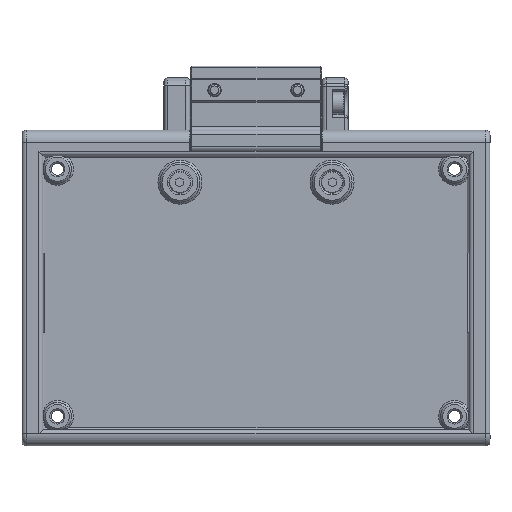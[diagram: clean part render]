
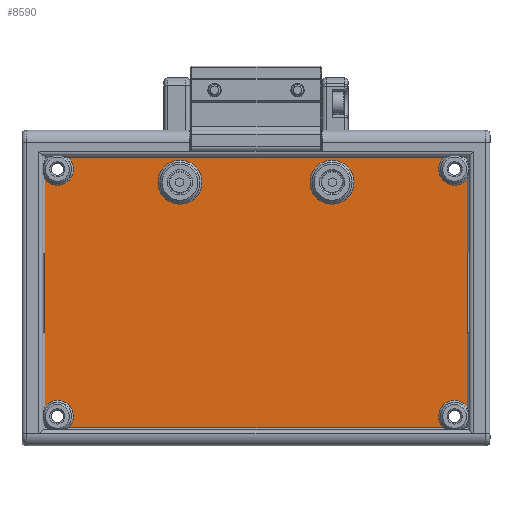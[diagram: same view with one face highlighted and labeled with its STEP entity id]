
A CAD part, front view. The second image highlights one B-rep face of the part: STEP entity #8590.
In plain terms, the highlighted planar face has unit normal (0, -1, 0).
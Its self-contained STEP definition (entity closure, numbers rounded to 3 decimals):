
#305=FACE_BOUND('',#1443,.T.);
#306=FACE_BOUND('',#1444,.T.);
#687=PLANE('',#9275);
#895=FACE_OUTER_BOUND('',#1442,.T.);
#1442=EDGE_LOOP('',(#5889,#5890,#5891,#5892,#5893,#5894,#5895,#5896,#5897,
#5898,#5899,#5900));
#1443=EDGE_LOOP('',(#5901));
#1444=EDGE_LOOP('',(#5902));
#2059=LINE('',#13033,#2683);
#2071=LINE('',#13064,#2695);
#2073=LINE('',#13076,#2697);
#2077=LINE('',#13086,#2701);
#2078=LINE('',#13090,#2702);
#2079=LINE('',#13091,#2703);
#2080=LINE('',#13095,#2704);
#2081=LINE('',#13097,#2705);
#2683=VECTOR('',#10353,10.);
#2695=VECTOR('',#10375,10.);
#2697=VECTOR('',#10379,10.);
#2701=VECTOR('',#10387,10.);
#2702=VECTOR('',#10390,10.);
#2703=VECTOR('',#10391,10.);
#2704=VECTOR('',#10394,10.);
#2705=VECTOR('',#10397,10.);
#3282=CIRCLE('',#9276,4.);
#3283=CIRCLE('',#9277,4.);
#3284=CIRCLE('',#9278,4.);
#3285=CIRCLE('',#9279,4.);
#3286=CIRCLE('',#9280,5.5);
#3287=CIRCLE('',#9281,5.5);
#3666=VERTEX_POINT('',#12947);
#3684=VERTEX_POINT('',#12994);
#3696=VERTEX_POINT('',#13028);
#3706=VERTEX_POINT('',#13061);
#3707=VERTEX_POINT('',#13063);
#3709=VERTEX_POINT('',#13071);
#3713=VERTEX_POINT('',#13083);
#3714=VERTEX_POINT('',#13085);
#3715=VERTEX_POINT('',#13087);
#3716=VERTEX_POINT('',#13089);
#3717=VERTEX_POINT('',#13092);
#3718=VERTEX_POINT('',#13094);
#3719=VERTEX_POINT('',#13098);
#3720=VERTEX_POINT('',#13100);
#4515=EDGE_CURVE('',#3696,#3666,#2059,.T.);
#4529=EDGE_CURVE('',#3706,#3707,#2071,.T.);
#4533=EDGE_CURVE('',#3709,#3684,#2073,.T.);
#4537=EDGE_CURVE('',#3713,#3696,#3282,.T.);
#4538=EDGE_CURVE('',#3714,#3713,#2077,.T.);
#4539=EDGE_CURVE('',#3715,#3714,#3283,.T.);
#4540=EDGE_CURVE('',#3716,#3715,#2078,.T.);
#4541=EDGE_CURVE('',#3684,#3716,#2079,.T.);
#4542=EDGE_CURVE('',#3717,#3709,#3284,.T.);
#4543=EDGE_CURVE('',#3718,#3717,#2080,.T.);
#4544=EDGE_CURVE('',#3707,#3718,#3285,.T.);
#4545=EDGE_CURVE('',#3666,#3706,#2081,.T.);
#4546=EDGE_CURVE('',#3719,#3719,#3286,.T.);
#4547=EDGE_CURVE('',#3720,#3720,#3287,.T.);
#5889=ORIENTED_EDGE('',*,*,#4515,.F.);
#5890=ORIENTED_EDGE('',*,*,#4537,.F.);
#5891=ORIENTED_EDGE('',*,*,#4538,.F.);
#5892=ORIENTED_EDGE('',*,*,#4539,.F.);
#5893=ORIENTED_EDGE('',*,*,#4540,.F.);
#5894=ORIENTED_EDGE('',*,*,#4541,.F.);
#5895=ORIENTED_EDGE('',*,*,#4533,.F.);
#5896=ORIENTED_EDGE('',*,*,#4542,.F.);
#5897=ORIENTED_EDGE('',*,*,#4543,.F.);
#5898=ORIENTED_EDGE('',*,*,#4544,.F.);
#5899=ORIENTED_EDGE('',*,*,#4529,.F.);
#5900=ORIENTED_EDGE('',*,*,#4545,.F.);
#5901=ORIENTED_EDGE('',*,*,#4546,.F.);
#5902=ORIENTED_EDGE('',*,*,#4547,.F.);
#8590=ADVANCED_FACE('',(#895,#305,#306),#687,.T.);
#9275=AXIS2_PLACEMENT_3D('',#13082,#10383,#10384);
#9276=AXIS2_PLACEMENT_3D('',#13084,#10385,#10386);
#9277=AXIS2_PLACEMENT_3D('',#13088,#10388,#10389);
#9278=AXIS2_PLACEMENT_3D('',#13093,#10392,#10393);
#9279=AXIS2_PLACEMENT_3D('',#13096,#10395,#10396);
#9280=AXIS2_PLACEMENT_3D('',#13099,#10398,#10399);
#9281=AXIS2_PLACEMENT_3D('',#13101,#10400,#10401);
#10353=DIRECTION('',(0.,0.,-1.));
#10375=DIRECTION('',(0.,0.,-1.));
#10379=DIRECTION('',(0.,0.,1.));
#10383=DIRECTION('center_axis',(0.,-1.,0.));
#10384=DIRECTION('ref_axis',(1.,0.,0.));
#10385=DIRECTION('center_axis',(0.,-1.,0.));
#10386=DIRECTION('ref_axis',(1.,0.,0.));
#10387=DIRECTION('',(1.,0.,0.));
#10388=DIRECTION('center_axis',(0.,-1.,0.));
#10389=DIRECTION('ref_axis',(1.,0.,0.));
#10390=DIRECTION('',(0.,0.,1.));
#10391=DIRECTION('',(0.,0.,1.));
#10392=DIRECTION('center_axis',(0.,-1.,0.));
#10393=DIRECTION('ref_axis',(1.,0.,0.));
#10394=DIRECTION('',(-1.,0.,0.));
#10395=DIRECTION('center_axis',(0.,-1.,0.));
#10396=DIRECTION('ref_axis',(1.,0.,0.));
#10397=DIRECTION('',(0.,0.,-1.));
#10398=DIRECTION('center_axis',(0.,-1.,0.));
#10399=DIRECTION('ref_axis',(1.,0.,0.));
#10400=DIRECTION('center_axis',(0.,-1.,0.));
#10401=DIRECTION('ref_axis',(1.,0.,0.));
#12947=CARTESIAN_POINT('',(104.625,-29.048,92.199));
#12994=CARTESIAN_POINT('',(-0.875,-29.048,72.199));
#13028=CARTESIAN_POINT('',(104.625,-29.048,110.571));
#13033=CARTESIAN_POINT('',(104.625,-29.048,99.324));
#13061=CARTESIAN_POINT('',(104.625,-29.048,72.199));
#13063=CARTESIAN_POINT('',(104.625,-29.048,53.826));
#13064=CARTESIAN_POINT('',(104.625,-29.048,99.324));
#13071=CARTESIAN_POINT('',(-0.875,-29.048,53.826));
#13076=CARTESIAN_POINT('',(-0.875,-29.048,68.524));
#13082=CARTESIAN_POINT('Origin',(51.875,-29.048,82.199));
#13083=CARTESIAN_POINT('',(98.718,-29.048,115.949));
#13084=CARTESIAN_POINT('Origin',(101.525,-29.048,113.099));
#13085=CARTESIAN_POINT('',(5.032,-29.048,115.949));
#13086=CARTESIAN_POINT('',(25.25,-29.048,115.949));
#13087=CARTESIAN_POINT('',(-0.875,-29.048,110.571));
#13088=CARTESIAN_POINT('Origin',(2.225,-29.048,113.099));
#13089=CARTESIAN_POINT('',(-0.875,-29.048,92.199));
#13090=CARTESIAN_POINT('',(-0.875,-29.048,68.524));
#13091=CARTESIAN_POINT('',(-0.875,-29.048,87.199));
#13092=CARTESIAN_POINT('',(5.032,-29.048,48.449));
#13093=CARTESIAN_POINT('Origin',(2.225,-29.048,51.299));
#13094=CARTESIAN_POINT('',(98.718,-29.048,48.449));
#13095=CARTESIAN_POINT('',(25.25,-29.048,48.449));
#13096=CARTESIAN_POINT('Origin',(101.525,-29.048,51.299));
#13097=CARTESIAN_POINT('',(104.625,-29.048,77.199));
#13098=CARTESIAN_POINT('',(27.375,-29.048,109.849));
#13099=CARTESIAN_POINT('Origin',(32.875,-29.048,109.849));
#13100=CARTESIAN_POINT('',(65.375,-29.048,109.849));
#13101=CARTESIAN_POINT('Origin',(70.875,-29.048,109.849));
